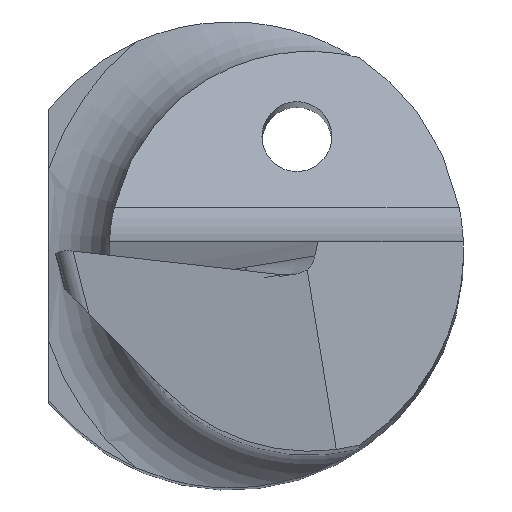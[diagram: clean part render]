
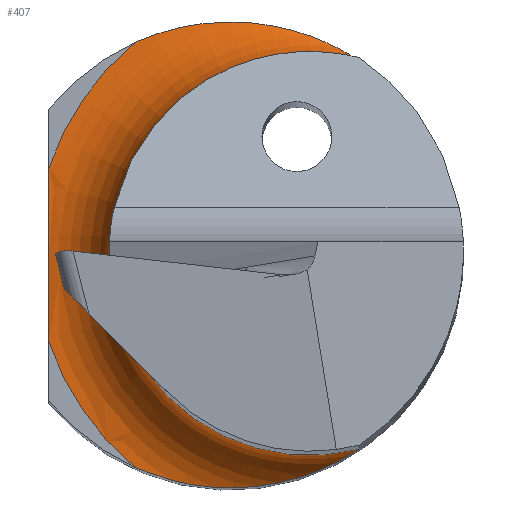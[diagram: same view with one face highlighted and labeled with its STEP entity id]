
A CAD part, top view. The second image highlights one B-rep face of the part: STEP entity #407.
In plain terms, the highlighted toroidal (fillet/blend) face has major radius 2.95 mm and minor radius 0.8 mm.
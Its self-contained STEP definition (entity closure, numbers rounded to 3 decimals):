
#4 = EDGE_CURVE ( 'NONE', #159, #566, #554, .T. ) ;
#7 = CARTESIAN_POINT ( 'NONE',  ( 0.447, 2.462, 14.892 ) ) ;
#14 = DIRECTION ( 'NONE',  ( 0., 0., 1. ) ) ;
#15 = EDGE_CURVE ( 'NONE', #371, #159, #264, .T. ) ;
#20 = AXIS2_PLACEMENT_3D ( 'NONE', #615, #14, #560 ) ;
#21 = CARTESIAN_POINT ( 'NONE',  ( -0.123, -2.5, 14.796 ) ) ;
#37 = CARTESIAN_POINT ( 'NONE',  ( -1.95, -0.929, 14.75 ) ) ;
#46 = CARTESIAN_POINT ( 'NONE',  ( -1.95, 0.929, 14.75 ) ) ;
#54 = CARTESIAN_POINT ( 'NONE',  ( 1.161, 2.216, 15.18 ) ) ;
#75 = CARTESIAN_POINT ( 'NONE',  ( 1.312, -2.128, 15.335 ) ) ;
#82 = CARTESIAN_POINT ( 'NONE',  ( -1.95, 0.619, 14.75 ) ) ;
#89 = CARTESIAN_POINT ( 'NONE',  ( 0.872, -2.345, 15.025 ) ) ;
#91 = DIRECTION ( 'NONE',  ( 1., 0., 0. ) ) ;
#92 = CIRCLE ( 'NONE', #20, 2.95 ) ;
#128 = AXIS2_PLACEMENT_3D ( 'NONE', #839, #563, #230 ) ;
#133 = CARTESIAN_POINT ( 'NONE',  ( -1.018, 2.284, 14.75 ) ) ;
#134 = CARTESIAN_POINT ( 'NONE',  ( 1.068, -2.263, 15.122 ) ) ;
#150 = CARTESIAN_POINT ( 'NONE',  ( -0.804, -2.379, 14.75 ) ) ;
#153 = DIRECTION ( 'NONE',  ( 0., 0., -1. ) ) ;
#156 = CARTESIAN_POINT ( 'NONE',  ( -1.95, -0.31, 14.764 ) ) ;
#159 = VERTEX_POINT ( 'NONE', #333 ) ;
#161 = CARTESIAN_POINT ( 'NONE',  ( 0.85, 0., 15.55 ) ) ;
#187 = B_SPLINE_CURVE_WITH_KNOTS ( 'NONE', 3,
 ( #623, #82, #346, #156, #618, #549 ),
 .UNSPECIFIED., .F., .F.,
 ( 4, 2, 4 ),
 ( 0., 0.001, 0.002 ),
 .UNSPECIFIED. ) ;
#188 = CARTESIAN_POINT ( 'NONE',  ( 1.382, 2.083, 15.491 ) ) ;
#200 = VERTEX_POINT ( 'NONE', #133 ) ;
#201 = AXIS2_PLACEMENT_3D ( 'NONE', #161, #153, #91 ) ;
#210 = CARTESIAN_POINT ( 'NONE',  ( 0.85, 0., 15.55 ) ) ;
#230 = DIRECTION ( 'NONE',  ( 1., 0., 0. ) ) ;
#248 = CARTESIAN_POINT ( 'NONE',  ( 0.874, 2.344, 15.026 ) ) ;
#255 = ORIENTED_EDGE ( 'NONE', *, *, #802, .T. ) ;
#264 = B_SPLINE_CURVE_WITH_KNOTS ( 'NONE', 3,
 ( #625, #150, #743, #751, #21, #341, #353, #683, #621, #479, #89, #134, #403, #675, #75, #614, #273, #811 ),
 .UNSPECIFIED., .F., .F.,
 ( 4, 2, 2, 2, 2, 2, 2, 2, 4 ),
 ( 0., 0.001, 0.001, 0.001, 0.002, 0.002, 0.002, 0.003, 0.003 ),
 .UNSPECIFIED. ) ;
#266 = CARTESIAN_POINT ( 'NONE',  ( 0.111, 2.508, 14.823 ) ) ;
#269 = EDGE_LOOP ( 'NONE', ( #737, #680, #255, #388, #569, #752 ) ) ;
#273 = CARTESIAN_POINT ( 'NONE',  ( 1.382, -2.083, 15.491 ) ) ;
#315 = CARTESIAN_POINT ( 'NONE',  ( 0.77, 2.381, 14.986 ) ) ;
#333 = CARTESIAN_POINT ( 'NONE',  ( 1.382, -2.083, 15.55 ) ) ;
#341 = CARTESIAN_POINT ( 'NONE',  ( 0.106, -2.5, 14.827 ) ) ;
#346 = CARTESIAN_POINT ( 'NONE',  ( -1.95, 0.31, 14.764 ) ) ;
#353 = CARTESIAN_POINT ( 'NONE',  ( 0.219, -2.493, 14.845 ) ) ;
#371 = VERTEX_POINT ( 'NONE', #567 ) ;
#384 = CARTESIAN_POINT ( 'NONE',  ( -0.805, 2.378, 14.75 ) ) ;
#388 = ORIENTED_EDGE ( 'NONE', *, *, #633, .T. ) ;
#397 = EDGE_CURVE ( 'NONE', #200, #433, #92, .T. ) ;
#401 = CARTESIAN_POINT ( 'NONE',  ( 1.068, 2.263, 15.123 ) ) ;
#403 = CARTESIAN_POINT ( 'NONE',  ( 1.161, -2.216, 15.18 ) ) ;
#407 = ADVANCED_FACE ( 'NONE', ( #821 ), #580, .F. ) ;
#430 = CARTESIAN_POINT ( 'NONE',  ( 1.382, 2.083, 15.55 ) ) ;
#433 = VERTEX_POINT ( 'NONE', #46 ) ;
#446 = CARTESIAN_POINT ( 'NONE',  ( -0.123, 2.508, 14.793 ) ) ;
#463 = CARTESIAN_POINT ( 'NONE',  ( 1.365, 2.095, 15.434 ) ) ;
#475 = DIRECTION ( 'NONE',  ( 1., 0., 0. ) ) ;
#477 = AXIS2_PLACEMENT_3D ( 'NONE', #210, #688, #475 ) ;
#479 = CARTESIAN_POINT ( 'NONE',  ( 0.769, -2.381, 14.986 ) ) ;
#506 = CIRCLE ( 'NONE', #128, 2.95 ) ;
#520 = CARTESIAN_POINT ( 'NONE',  ( 0.556, 2.44, 14.92 ) ) ;
#549 = CARTESIAN_POINT ( 'NONE',  ( -1.95, -0.929, 14.75 ) ) ;
#554 = CIRCLE ( 'NONE', #477, 2.15 ) ;
#560 = DIRECTION ( 'NONE',  ( 1., 0., 0. ) ) ;
#563 = DIRECTION ( 'NONE',  ( 0., 0., 1. ) ) ;
#566 = VERTEX_POINT ( 'NONE', #430 ) ;
#567 = CARTESIAN_POINT ( 'NONE',  ( -1.018, -2.284, 14.75 ) ) ;
#569 = ORIENTED_EDGE ( 'NONE', *, *, #15, .T. ) ;
#580 = TOROIDAL_SURFACE ( 'NONE', #201, 2.95, 0.8 ) ;
#592 = CARTESIAN_POINT ( 'NONE',  ( -1.018, 2.284, 14.75 ) ) ;
#604 = CARTESIAN_POINT ( 'NONE',  ( 1.312, 2.128, 15.336 ) ) ;
#605 = B_SPLINE_CURVE_WITH_KNOTS ( 'NONE', 3,
 ( #793, #188, #463, #604, #729, #54, #401, #248, #315, #520, #7, #266, #446, #803, #384, #592 ),
 .UNSPECIFIED., .F., .F.,
 ( 4, 2, 2, 2, 2, 2, 2, 4 ),
 ( 0., 0., 0., 0.001, 0.001, 0.001, 0.002, 0.003 ),
 .UNSPECIFIED. ) ;
#614 = CARTESIAN_POINT ( 'NONE',  ( 1.365, -2.095, 15.434 ) ) ;
#615 = CARTESIAN_POINT ( 'NONE',  ( 0.85, 0., 14.75 ) ) ;
#618 = CARTESIAN_POINT ( 'NONE',  ( -1.95, -0.619, 14.75 ) ) ;
#621 = CARTESIAN_POINT ( 'NONE',  ( 0.555, -2.44, 14.919 ) ) ;
#623 = CARTESIAN_POINT ( 'NONE',  ( -1.95, 0.929, 14.75 ) ) ;
#625 = CARTESIAN_POINT ( 'NONE',  ( -1.018, -2.284, 14.75 ) ) ;
#633 = EDGE_CURVE ( 'NONE', #827, #371, #506, .T. ) ;
#646 = EDGE_CURVE ( 'NONE', #566, #200, #605, .T. ) ;
#675 = CARTESIAN_POINT ( 'NONE',  ( 1.277, -2.15, 15.293 ) ) ;
#680 = ORIENTED_EDGE ( 'NONE', *, *, #397, .T. ) ;
#683 = CARTESIAN_POINT ( 'NONE',  ( 0.443, -2.463, 14.891 ) ) ;
#688 = DIRECTION ( 'NONE',  ( 0., 0., -1. ) ) ;
#729 = CARTESIAN_POINT ( 'NONE',  ( 1.277, 2.15, 15.293 ) ) ;
#737 = ORIENTED_EDGE ( 'NONE', *, *, #646, .T. ) ;
#743 = CARTESIAN_POINT ( 'NONE',  ( -0.583, -2.442, 14.757 ) ) ;
#751 = CARTESIAN_POINT ( 'NONE',  ( -0.24, -2.491, 14.784 ) ) ;
#752 = ORIENTED_EDGE ( 'NONE', *, *, #4, .T. ) ;
#793 = CARTESIAN_POINT ( 'NONE',  ( 1.382, 2.083, 15.55 ) ) ;
#802 = EDGE_CURVE ( 'NONE', #433, #827, #187, .T. ) ;
#803 = CARTESIAN_POINT ( 'NONE',  ( -0.578, 2.443, 14.757 ) ) ;
#811 = CARTESIAN_POINT ( 'NONE',  ( 1.382, -2.083, 15.55 ) ) ;
#821 = FACE_OUTER_BOUND ( 'NONE', #269, .T. ) ;
#827 = VERTEX_POINT ( 'NONE', #37 ) ;
#839 = CARTESIAN_POINT ( 'NONE',  ( 0.85, 0., 14.75 ) ) ;
